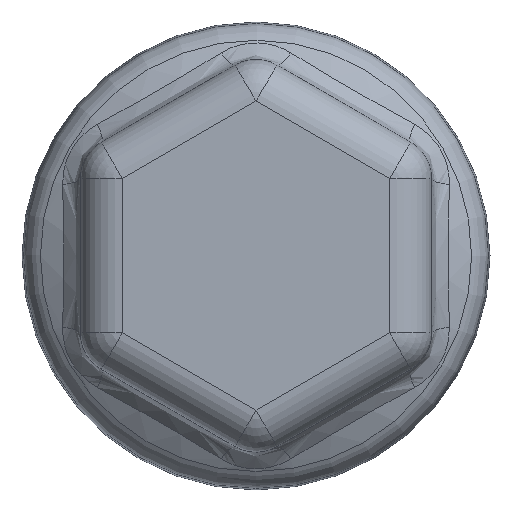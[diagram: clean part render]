
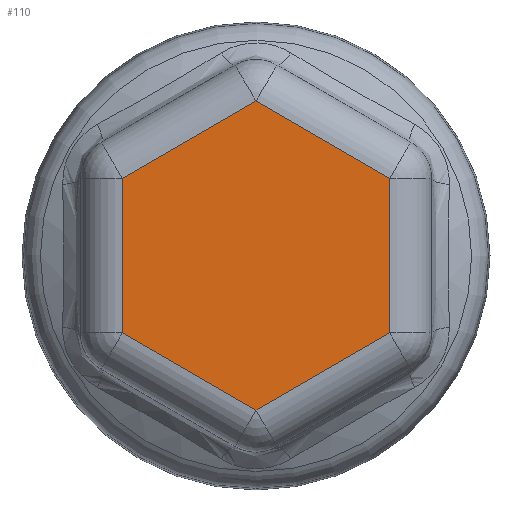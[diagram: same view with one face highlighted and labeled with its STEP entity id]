
A CAD part, top view. The second image highlights one B-rep face of the part: STEP entity #110.
In plain terms, the highlighted planar face has unit normal (0, 0, 1).
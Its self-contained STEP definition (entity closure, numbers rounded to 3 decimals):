
#110 = ADVANCED_FACE( '', ( #231 ), #232, .F. );
#231 = FACE_OUTER_BOUND( '', #1513, .T. );
#232 = PLANE( '', #1514 );
#1513 = EDGE_LOOP( '', ( #3086, #3087, #3088, #3089, #3090, #3091 ) );
#1514 = AXIS2_PLACEMENT_3D( '', #3092, #3093, #3094 );
#3086 = ORIENTED_EDGE( '', *, *, #3449, .T. );
#3087 = ORIENTED_EDGE( '', *, *, #3450, .T. );
#3088 = ORIENTED_EDGE( '', *, *, #3451, .T. );
#3089 = ORIENTED_EDGE( '', *, *, #3452, .T. );
#3090 = ORIENTED_EDGE( '', *, *, #3453, .T. );
#3091 = ORIENTED_EDGE( '', *, *, #3454, .T. );
#3092 = CARTESIAN_POINT( '', ( 10.5, -18.187, 13. ) );
#3093 = DIRECTION( '', ( 0., 0., -1. ) );
#3094 = DIRECTION( '', ( -0.5, -0.866, 0. ) );
#3449 = EDGE_CURVE( '', #3677, #3678, #3679, .T. );
#3450 = EDGE_CURVE( '', #3678, #3680, #3681, .T. );
#3451 = EDGE_CURVE( '', #3680, #3682, #3683, .T. );
#3452 = EDGE_CURVE( '', #3682, #3684, #3685, .T. );
#3453 = EDGE_CURVE( '', #3684, #3686, #3687, .T. );
#3454 = EDGE_CURVE( '', #3686, #3677, #3688, .T. );
#3677 = VERTEX_POINT( '', #5070 );
#3678 = VERTEX_POINT( '', #5071 );
#3679 = LINE( '', #5072, #5073 );
#3680 = VERTEX_POINT( '', #5074 );
#3681 = LINE( '', #5075, #5076 );
#3682 = VERTEX_POINT( '', #5077 );
#3683 = LINE( '', #5078, #5079 );
#3684 = VERTEX_POINT( '', #5080 );
#3685 = LINE( '', #5081, #5082 );
#3686 = VERTEX_POINT( '', #5083 );
#3687 = LINE( '', #5084, #5085 );
#3688 = LINE( '', #5086, #5087 );
#5070 = CARTESIAN_POINT( '', ( 8., -4.619, 13. ) );
#5071 = CARTESIAN_POINT( '', ( 8., 4.619, 13. ) );
#5072 = CARTESIAN_POINT( '', ( 8., -18.187, 13. ) );
#5073 = VECTOR( '', #5550, 1000. );
#5074 = CARTESIAN_POINT( '', ( 0., 9.238, 13. ) );
#5075 = CARTESIAN_POINT( '', ( 19.75, -2.165, 13. ) );
#5076 = VECTOR( '', #5551, 1000. );
#5077 = CARTESIAN_POINT( '', ( -8., 4.619, 13. ) );
#5078 = CARTESIAN_POINT( '', ( -4., 6.928, 13. ) );
#5079 = VECTOR( '', #5552, 1000. );
#5080 = CARTESIAN_POINT( '', ( -8., -4.619, 13. ) );
#5081 = CARTESIAN_POINT( '', ( -8., -18.187, 13. ) );
#5082 = VECTOR( '', #5553, 1000. );
#5083 = CARTESIAN_POINT( '', ( 0., -9.238, 13. ) );
#5084 = CARTESIAN_POINT( '', ( 11.75, -16.021, 13. ) );
#5085 = VECTOR( '', #5554, 1000. );
#5086 = CARTESIAN_POINT( '', ( 4., -6.928, 13. ) );
#5087 = VECTOR( '', #5555, 1000. );
#5550 = DIRECTION( '', ( 0., 1., 0. ) );
#5551 = DIRECTION( '', ( -0.866, 0.5, 0. ) );
#5552 = DIRECTION( '', ( -0.866, -0.5, 0. ) );
#5553 = DIRECTION( '', ( 0., -1., 0. ) );
#5554 = DIRECTION( '', ( 0.866, -0.5, 0. ) );
#5555 = DIRECTION( '', ( 0.866, 0.5, 0. ) );
